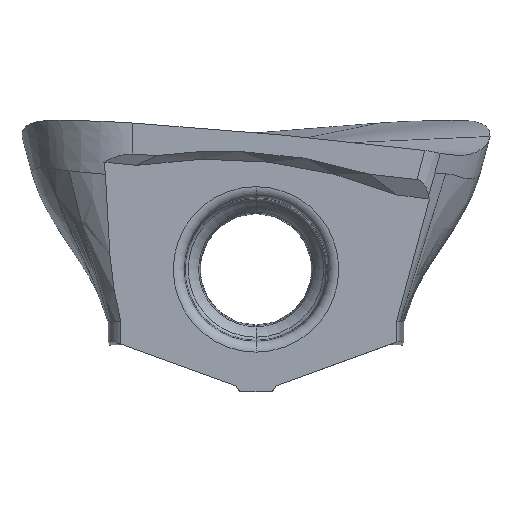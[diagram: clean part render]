
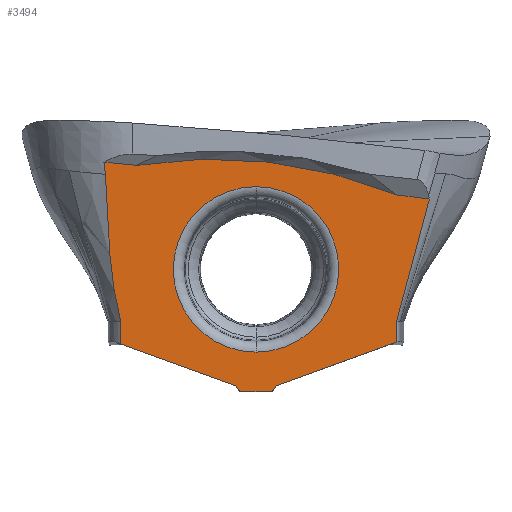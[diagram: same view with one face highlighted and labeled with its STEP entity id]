
A CAD part, front view. The second image highlights one B-rep face of the part: STEP entity #3494.
In plain terms, the highlighted planar face has unit normal (0, -1, 0).
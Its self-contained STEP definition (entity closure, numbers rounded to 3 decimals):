
#149=CARTESIAN_POINT('',(-7.095,0.,5.005));
#154=CARTESIAN_POINT('',(-7.095,0.,5.005));
#155=CARTESIAN_POINT('',(-7.087,0.,4.941));
#156=CARTESIAN_POINT('',(-7.072,0.,
4.815));
#157=CARTESIAN_POINT('',(-7.049,0.,4.626));
#158=CARTESIAN_POINT('',(-7.035,0.,4.5));
#159=CARTESIAN_POINT('',(-7.028,0.,4.437));
#209=DIRECTION('',(-0.94,0.,-0.342));
#210=VECTOR('',#209,5.978);
#211=CARTESIAN_POINT('',(6.555,0.,-3.387));
#212=LINE('',#211,#210);
#216=DIRECTION('',(-0.574,0.,-0.819));
#217=VECTOR('',#216,0.328);
#218=CARTESIAN_POINT('',(0.938,0.,
-5.432));
#219=LINE('',#218,#217);
#223=DIRECTION('',(-1.,0.,0.));
#224=VECTOR('',#223,1.5);
#225=CARTESIAN_POINT('',(0.75,0.,
-5.7));
#226=LINE('',#225,#224);
#230=DIRECTION('',(-0.574,0.,0.819));
#231=VECTOR('',#230,0.328);
#232=CARTESIAN_POINT('',(-0.75,0.,
-5.7));
#233=LINE('',#232,#231);
#237=DIRECTION('',(-0.94,0.,0.342));
#238=VECTOR('',#237,5.715);
#239=CARTESIAN_POINT('',(-0.938,0.,
-5.432));
#240=LINE('',#239,#238);
#244=DIRECTION('',(0.,0.,1.));
#245=VECTOR('',#244,1.027);
#246=CARTESIAN_POINT('',(-6.308,0.,
-3.477));
#247=LINE('',#246,#245);
#251=CARTESIAN_POINT('',(-7.095,0.,5.005));
#252=CARTESIAN_POINT('',(-6.588,0.,4.955));
#253=CARTESIAN_POINT('',(-6.082,0.,4.905));
#254=CARTESIAN_POINT('',(-5.575,0.,4.855));
#259=CARTESIAN_POINT('',(-1.949,0.,
-17.365));
#260=DIRECTION('',(0.,1.,0.));
#261=DIRECTION('',(-0.161,0.,0.987));
#262=AXIS2_PLACEMENT_3D('',#259,#260,#261);
#267=CARTESIAN_POINT('',(6.571,0.,3.475));
#268=CARTESIAN_POINT('',(7.076,0.,3.411));
#269=CARTESIAN_POINT('',(7.582,0.,3.347));
#270=CARTESIAN_POINT('',(8.087,0.,3.283));
#275=DIRECTION('',(0.,0.,-1.));
#276=VECTOR('',#275,0.938);
#277=CARTESIAN_POINT('',(6.555,0.,-2.449));
#278=LINE('',#277,#276);
#282=CARTESIAN_POINT('',(0.,0.,
0.));
#283=DIRECTION('',(0.,-1.,0.));
#284=DIRECTION('',(0.,0.,1.));
#285=AXIS2_PLACEMENT_3D('',#282,#283,#284);
#290=CARTESIAN_POINT('',(0.,0.,
0.));
#291=DIRECTION('',(0.,-1.,0.));
#292=DIRECTION('',(-0.005,0.,1.));
#293=AXIS2_PLACEMENT_3D('',#290,#291,#292);
#298=CARTESIAN_POINT('',(0.,0.,
0.));
#299=DIRECTION('',(0.,-1.,0.));
#300=DIRECTION('',(0.,0.,-1.));
#301=AXIS2_PLACEMENT_3D('',#298,#299,#300);
#306=CARTESIAN_POINT('',(0.,0.,
0.));
#307=DIRECTION('',(0.,-1.,0.));
#308=DIRECTION('',(0.005,0.,-1.));
#309=AXIS2_PLACEMENT_3D('',#306,#307,#308);
#1615=CARTESIAN_POINT('',(6.555,0.,
-2.449));
#1616=CARTESIAN_POINT('',(6.609,0.,
-2.248));
#1617=CARTESIAN_POINT('',(6.717,0.,
-1.844));
#1618=CARTESIAN_POINT('',(6.881,0.,
-1.231));
#1619=CARTESIAN_POINT('',(7.048,0.,
-0.609));
#1620=CARTESIAN_POINT('',(7.217,0.,
0.02));
#1621=CARTESIAN_POINT('',(7.388,0.,
0.657));
#1622=CARTESIAN_POINT('',(7.56,0.,1.302));
#1623=CARTESIAN_POINT('',(7.734,0.,
1.954));
#1624=CARTESIAN_POINT('',(7.91,0.,2.614));
#1625=CARTESIAN_POINT('',(8.028,0.,
3.059));
#1626=CARTESIAN_POINT('',(8.087,0.,
3.283));
#2049=CARTESIAN_POINT('',(-7.028,0.,
4.437));
#2050=CARTESIAN_POINT('',(-7.011,0.,
4.286));
#2051=CARTESIAN_POINT('',(-6.98,0.,
3.964));
#2052=CARTESIAN_POINT('',(-6.946,0.,
3.426));
#2053=CARTESIAN_POINT('',(-6.921,0.,
2.819));
#2054=CARTESIAN_POINT('',(-6.898,0.,
2.133));
#2055=CARTESIAN_POINT('',(-6.867,0.,
1.393));
#2056=CARTESIAN_POINT('',(-6.821,0.,
0.698));
#2057=CARTESIAN_POINT('',(-6.762,0.,
0.075));
#2058=CARTESIAN_POINT('',(-6.689,0.,
-0.518));
#2059=CARTESIAN_POINT('',(-6.602,0.,
-1.085));
#2060=CARTESIAN_POINT('',(-6.506,0.,
-1.6));
#2061=CARTESIAN_POINT('',(-6.406,0.,
-2.062));
#2062=CARTESIAN_POINT('',(-6.34,0.,
-2.327));
#2063=CARTESIAN_POINT('',(-6.308,0.,
-2.45));
#2716=VERTEX_POINT('',#149);
#2717=VERTEX_POINT('',#159);
#2722=VERTEX_POINT('',#267);
#2723=VERTEX_POINT('',#270);
#2725=VERTEX_POINT('',#254);
#2726=CARTESIAN_POINT('',(6.555,0.,
-3.387));
#2727=CARTESIAN_POINT('',(0.938,0.,
-5.432));
#2728=VERTEX_POINT('',#2726);
#2729=VERTEX_POINT('',#2727);
#2730=CARTESIAN_POINT('',(0.75,0.,
-5.7));
#2731=VERTEX_POINT('',#2730);
#2732=CARTESIAN_POINT('',(-0.75,0.,
-5.7));
#2733=VERTEX_POINT('',#2732);
#2734=CARTESIAN_POINT('',(-0.938,0.,
-5.432));
#2735=VERTEX_POINT('',#2734);
#2736=CARTESIAN_POINT('',(-6.308,0.,
-3.477));
#2737=VERTEX_POINT('',#2736);
#2738=CARTESIAN_POINT('',(-6.308,0.,
-2.45));
#2739=VERTEX_POINT('',#2738);
#2740=VERTEX_POINT('',#1615);
#2741=CARTESIAN_POINT('',(-0.018,0.,
3.861));
#2742=CARTESIAN_POINT('',(0.,0.,
-3.861));
#2743=VERTEX_POINT('',#2741);
#2744=VERTEX_POINT('',#2742);
#2745=CARTESIAN_POINT('',(0.,0.,
3.861));
#2746=VERTEX_POINT('',#2745);
#2747=CARTESIAN_POINT('',(0.018,0.,
-3.861));
#2748=VERTEX_POINT('',#2747);
#3453=CARTESIAN_POINT('',(0.902,0.,-0.964));
#3454=DIRECTION('',(0.,-1.,0.));
#3455=DIRECTION('',(0.206,0.,0.978));
#3456=AXIS2_PLACEMENT_3D('',#3453,#3454,#3455);
#3457=PLANE('',#3456);
#3459=ORIENTED_EDGE('',*,*,#3458,.T.);
#3461=ORIENTED_EDGE('',*,*,#3460,.T.);
#3463=ORIENTED_EDGE('',*,*,#3462,.T.);
#3465=ORIENTED_EDGE('',*,*,#3464,.T.);
#3467=ORIENTED_EDGE('',*,*,#3466,.T.);
#3469=ORIENTED_EDGE('',*,*,#3468,.T.);
#3471=ORIENTED_EDGE('',*,*,#3470,.F.);
#3472=ORIENTED_EDGE('',*,*,#3388,.F.);
#3473=ORIENTED_EDGE('',*,*,#3444,.T.);
#3475=ORIENTED_EDGE('',*,*,#3474,.T.);
#3477=ORIENTED_EDGE('',*,*,#3476,.T.);
#3479=ORIENTED_EDGE('',*,*,#3478,.F.);
#3481=ORIENTED_EDGE('',*,*,#3480,.T.);
#3482=EDGE_LOOP('',(#3459,#3461,#3463,#3465,#3467,#3469,#3471,#3472,#3473,#3475,
#3477,#3479,#3481));
#3483=FACE_OUTER_BOUND('',#3482,.F.);
#3485=ORIENTED_EDGE('',*,*,#3484,.T.);
#3487=ORIENTED_EDGE('',*,*,#3486,.T.);
#3489=ORIENTED_EDGE('',*,*,#3488,.T.);
#3491=ORIENTED_EDGE('',*,*,#3490,.T.);
#3492=EDGE_LOOP('',(#3485,#3487,#3489,#3491));
#3493=FACE_BOUND('',#3492,.F.);
#160=B_SPLINE_CURVE_WITH_KNOTS('',3,(#154,#155,#156,#157,#158,#159),
.UNSPECIFIED.,.F.,.F.,(4,1,1,4),(0.,0.333,0.667,1.),
.UNSPECIFIED.);
#255=B_SPLINE_CURVE_WITH_KNOTS('',3,(#251,#252,#253,#254),.UNSPECIFIED.,.F.,.F.,
(4,4),(0.,1.),.UNSPECIFIED.);
#263=CIRCLE('',#262,22.514);
#271=B_SPLINE_CURVE_WITH_KNOTS('',3,(#267,#268,#269,#270),.UNSPECIFIED.,.F.,.F.,
(4,4),(0.,1.),.UNSPECIFIED.);
#286=CIRCLE('',#285,3.861);
#294=CIRCLE('',#293,3.861);
#302=CIRCLE('',#301,3.861);
#310=CIRCLE('',#309,3.861);
#1627=B_SPLINE_CURVE_WITH_KNOTS('',3,(#1615,#1616,#1617,#1618,#1619,#1620,#1621,
#1622,#1623,#1624,#1625,#1626),.UNSPECIFIED.,.F.,.F.,(4,1,1,1,1,1,1,1,1,4),
(0.,0.111,0.222,0.333,0.444,
0.556,0.667,0.778,0.889,1.),
.UNSPECIFIED.);
#2064=B_SPLINE_CURVE_WITH_KNOTS('',3,(#2049,#2050,#2051,#2052,#2053,#2054,#2055,
#2056,#2057,#2058,#2059,#2060,#2061,#2062,#2063),.UNSPECIFIED.,.F.,.F.,(4,1,1,1,
1,1,1,1,1,1,1,1,4),(0.,0.083,0.167,0.25,
0.333,0.417,0.5,0.583,0.667,
0.75,0.833,0.917,1.),.UNSPECIFIED.);
#3388=EDGE_CURVE('',#2716,#2717,#160,.T.);
#3444=EDGE_CURVE('',#2716,#2725,#255,.T.);
#3458=EDGE_CURVE('',#2728,#2729,#212,.T.);
#3460=EDGE_CURVE('',#2729,#2731,#219,.T.);
#3462=EDGE_CURVE('',#2731,#2733,#226,.T.);
#3464=EDGE_CURVE('',#2733,#2735,#233,.T.);
#3466=EDGE_CURVE('',#2735,#2737,#240,.T.);
#3468=EDGE_CURVE('',#2737,#2739,#247,.T.);
#3470=EDGE_CURVE('',#2717,#2739,#2064,.T.);
#3474=EDGE_CURVE('',#2725,#2722,#263,.T.);
#3476=EDGE_CURVE('',#2722,#2723,#271,.T.);
#3478=EDGE_CURVE('',#2740,#2723,#1627,.T.);
#3480=EDGE_CURVE('',#2740,#2728,#278,.T.);
#3484=EDGE_CURVE('',#2746,#2743,#286,.T.);
#3486=EDGE_CURVE('',#2743,#2744,#294,.T.);
#3488=EDGE_CURVE('',#2744,#2748,#302,.T.);
#3490=EDGE_CURVE('',#2748,#2746,#310,.T.);
#3494=ADVANCED_FACE('',(#3483,#3493),#3457,.T.);
